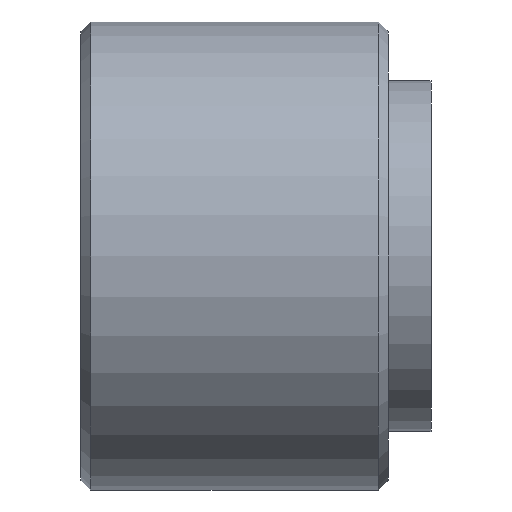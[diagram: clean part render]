
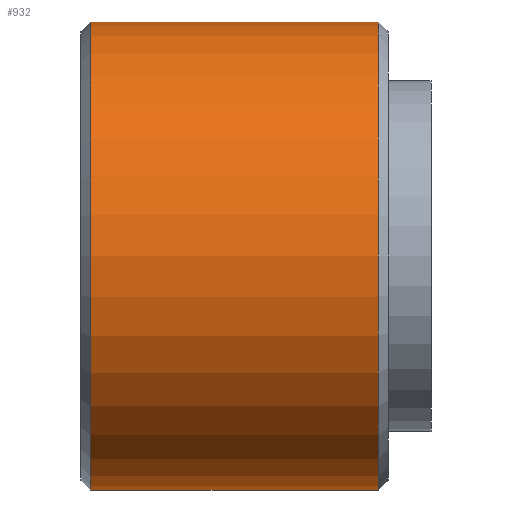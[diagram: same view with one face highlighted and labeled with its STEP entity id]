
A CAD part, front view. The second image highlights one B-rep face of the part: STEP entity #932.
In plain terms, the highlighted cylindrical face has radius 24 mm (diameter 48 mm), a partial arc.
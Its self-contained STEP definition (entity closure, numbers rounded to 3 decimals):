
#151 = ORIENTED_EDGE ( 'NONE', *, *, #1319, .T. ) ;
#185 = CARTESIAN_POINT ( 'NONE',  ( 30.5, 0., -24. ) ) ;
#187 = FACE_OUTER_BOUND ( 'NONE', #1552, .T. ) ;
#193 = DIRECTION ( 'NONE',  ( -1., 0., 0. ) ) ;
#206 = ORIENTED_EDGE ( 'NONE', *, *, #990, .F. ) ;
#209 = AXIS2_PLACEMENT_3D ( 'NONE', #401, #1042, #267 ) ;
#266 = DIRECTION ( 'NONE',  ( -1., 0., 0. ) ) ;
#267 = DIRECTION ( 'NONE',  ( 0., 0., 1. ) ) ;
#296 = AXIS2_PLACEMENT_3D ( 'NONE', #1207, #440, #1341 ) ;
#401 = CARTESIAN_POINT ( 'NONE',  ( 30.5, 0., 0. ) ) ;
#440 = DIRECTION ( 'NONE',  ( 1., 0., 0. ) ) ;
#458 = VERTEX_POINT ( 'NONE', #1476 ) ;
#529 = CYLINDRICAL_SURFACE ( 'NONE', #1607, 24. ) ;
#595 = VERTEX_POINT ( 'NONE', #1049 ) ;
#598 = CARTESIAN_POINT ( 'NONE',  ( 0., 0., 0. ) ) ;
#700 = CIRCLE ( 'NONE', #296, 24. ) ;
#756 = VECTOR ( 'NONE', #193, 1000. ) ;
#930 = VERTEX_POINT ( 'NONE', #1374 ) ;
#932 = ADVANCED_FACE ( 'NONE', ( #187 ), #529, .T. ) ;
#936 = CARTESIAN_POINT ( 'NONE',  ( 0., 0., 24. ) ) ;
#975 = LINE ( 'NONE', #936, #1330 ) ;
#990 = EDGE_CURVE ( 'NONE', #1016, #595, #1303, .T. ) ;
#1016 = VERTEX_POINT ( 'NONE', #185 ) ;
#1039 = ORIENTED_EDGE ( 'NONE', *, *, #1417, .T. ) ;
#1042 = DIRECTION ( 'NONE',  ( -1., 0., 0. ) ) ;
#1049 = CARTESIAN_POINT ( 'NONE',  ( 1., 0., -24. ) ) ;
#1056 = CIRCLE ( 'NONE', #209, 24. ) ;
#1092 = CARTESIAN_POINT ( 'NONE',  ( 0., 0., -24. ) ) ;
#1117 = ORIENTED_EDGE ( 'NONE', *, *, #1130, .T. ) ;
#1130 = EDGE_CURVE ( 'NONE', #930, #458, #975, .T. ) ;
#1207 = CARTESIAN_POINT ( 'NONE',  ( 1., 0., 0. ) ) ;
#1242 = DIRECTION ( 'NONE',  ( -1., 0., 0. ) ) ;
#1248 = DIRECTION ( 'NONE',  ( 0., 0., 1. ) ) ;
#1303 = LINE ( 'NONE', #1092, #756 ) ;
#1319 = EDGE_CURVE ( 'NONE', #1016, #930, #1056, .T. ) ;
#1330 = VECTOR ( 'NONE', #266, 1000. ) ;
#1341 = DIRECTION ( 'NONE',  ( 0., 0., -1. ) ) ;
#1374 = CARTESIAN_POINT ( 'NONE',  ( 30.5, 0., 24. ) ) ;
#1417 = EDGE_CURVE ( 'NONE', #458, #595, #700, .T. ) ;
#1476 = CARTESIAN_POINT ( 'NONE',  ( 1., 0., 24. ) ) ;
#1552 = EDGE_LOOP ( 'NONE', ( #206, #151, #1117, #1039 ) ) ;
#1607 = AXIS2_PLACEMENT_3D ( 'NONE', #598, #1242, #1248 ) ;
